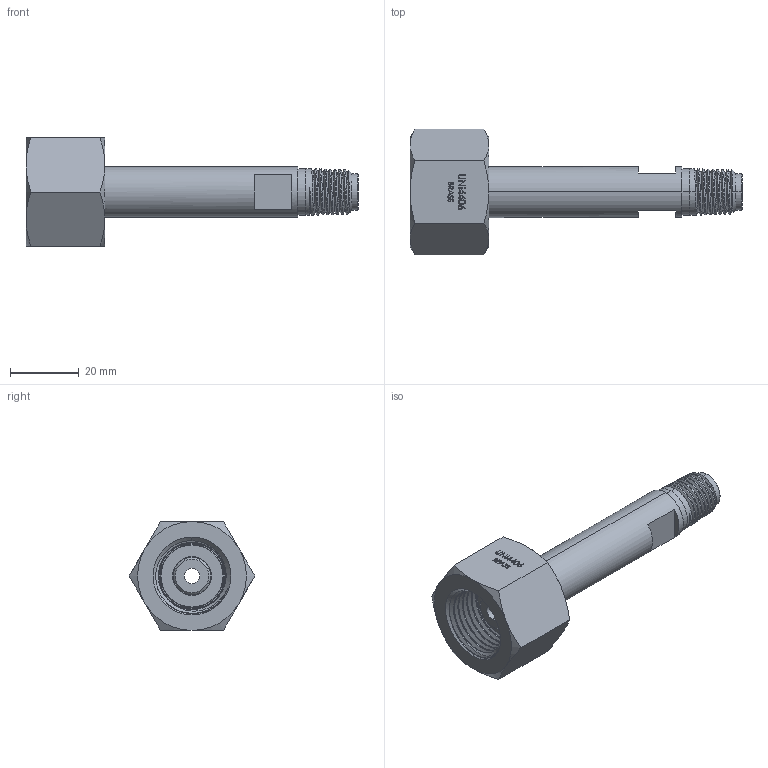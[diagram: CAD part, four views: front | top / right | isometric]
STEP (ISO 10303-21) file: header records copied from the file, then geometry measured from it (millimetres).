
FILE_DESCRIPTION (( 'STEP AP203' ), '1' );
FILE_NAME ('INL-UNI4406CH-4M-56.STEP', '2025-09-22T18:04:50', ( '' ), ( '' ), 'SwSTEP 2.0', 'SolidWorks 2018', '' );
FILE_SCHEMA (( 'CONFIG_CONTROL_DESIGN' ));
Length unit declared in the file: inch
Products named in the file (4): INL-UNI4406CH-4M-56; PRT-004282; PRT-004279; PRT-001921
Assembly tree (3 placements, depth 2):
  INL-UNI4406CH-4M-56
    PRT-004282
    PRT-001921
    PRT-004279
Bounding box: 96.9 x 36.66 x 31.75 mm (x, y, z)
Volume: 26465.1 mm3; surface area: 12561.9 mm2
Topology: 3 solids, 3 shells, 291 faces, 1140 edges, 882 vertices
Faces by surface type: plane 128, bspline 79, cone 48, cylinder 36
Entity records: 29645 total; most frequent: CARTESIAN_POINT 20851, ORIENTED_EDGE 2280, EDGE_CURVE 1140, DIRECTION 1002, VERTEX_POINT 882, B_SPLINE_CURVE_WITH_KNOTS 652, VECTOR 410, LINE 410
